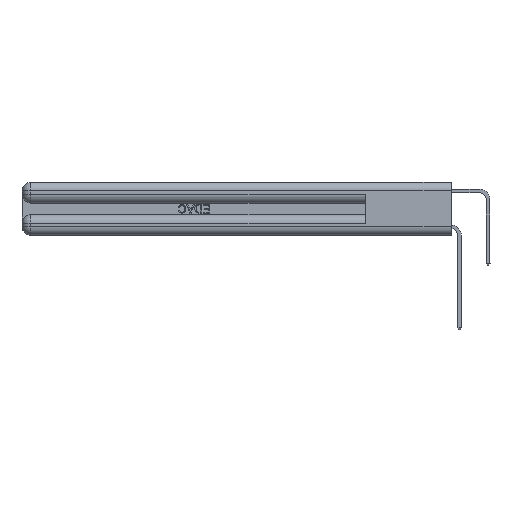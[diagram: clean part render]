
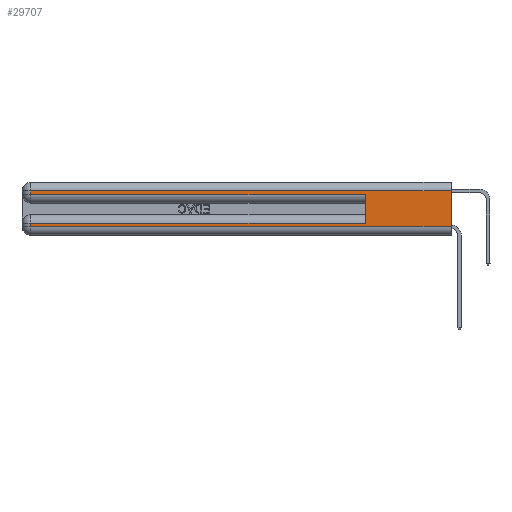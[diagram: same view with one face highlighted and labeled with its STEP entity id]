
A CAD part, left-side view. The second image highlights one B-rep face of the part: STEP entity #29707.
In plain terms, the highlighted planar face has unit normal (-1, 0, 0).
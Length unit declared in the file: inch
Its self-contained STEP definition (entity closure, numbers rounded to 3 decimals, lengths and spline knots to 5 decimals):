
#30 = DIRECTION ( 'NONE',  ( 0., 0., -1. ) ) ;
#687 = VECTOR ( 'NONE', #20226, 39.37008 ) ;
#1015 = VECTOR ( 'NONE', #25084, 39.37008 ) ;
#1467 = VECTOR ( 'NONE', #30, 39.37008 ) ;
#1672 = DIRECTION ( 'NONE',  ( 1., 0., 0. ) ) ;
#1690 = ORIENTED_EDGE ( 'NONE', *, *, #12475, .T. ) ;
#2376 = VECTOR ( 'NONE', #16512, 39.37008 ) ;
#2417 = CARTESIAN_POINT ( 'NONE',  ( 0., 0., 0.31 ) ) ;
#2645 = DIRECTION ( 'NONE',  ( 0., 0., -1. ) ) ;
#2712 = CARTESIAN_POINT ( 'NONE',  ( 0., 2.94, 0.06 ) ) ;
#3263 = ORIENTED_EDGE ( 'NONE', *, *, #22296, .F. ) ;
#3452 = EDGE_CURVE ( 'NONE', #9997, #12674, #27451, .T. ) ;
#3604 = ORIENTED_EDGE ( 'NONE', *, *, #3452, .T. ) ;
#3942 = ORIENTED_EDGE ( 'NONE', *, *, #11398, .F. ) ;
#4679 = CARTESIAN_POINT ( 'NONE',  ( 0., 0., 0.085 ) ) ;
#5469 = LINE ( 'NONE', #23618, #14326 ) ;
#6586 = ORIENTED_EDGE ( 'NONE', *, *, #25147, .T. ) ;
#7289 = CARTESIAN_POINT ( 'NONE',  ( 0., 0.6, 0.145 ) ) ;
#7299 = VERTEX_POINT ( 'NONE', #2417 ) ;
#8478 = DIRECTION ( 'NONE',  ( 0., -1., 0. ) ) ;
#8842 = VERTEX_POINT ( 'NONE', #31551 ) ;
#8977 = ORIENTED_EDGE ( 'NONE', *, *, #33346, .T. ) ;
#9060 = EDGE_LOOP ( 'NONE', ( #3942, #1690, #8977, #3604, #3263, #11226, #33440, #6586 ) ) ;
#9356 = CARTESIAN_POINT ( 'NONE',  ( 0., 0., 0.37 ) ) ;
#9531 = PLANE ( 'NONE',  #24791 ) ;
#9754 = CARTESIAN_POINT ( 'NONE',  ( 0., 0., 0.31 ) ) ;
#9997 = VERTEX_POINT ( 'NONE', #15737 ) ;
#11226 = ORIENTED_EDGE ( 'NONE', *, *, #26555, .T. ) ;
#11398 = EDGE_CURVE ( 'NONE', #7299, #28756, #5469, .T. ) ;
#12420 = LINE ( 'NONE', #7289, #1015 ) ;
#12475 = EDGE_CURVE ( 'NONE', #7299, #15923, #13763, .T. ) ;
#12674 = VERTEX_POINT ( 'NONE', #20707 ) ;
#12899 = LINE ( 'NONE', #23345, #14552 ) ;
#13607 = CARTESIAN_POINT ( 'NONE',  ( 0., 0., 0.06 ) ) ;
#13763 = LINE ( 'NONE', #9754, #2376 ) ;
#14326 = VECTOR ( 'NONE', #32166, 39.37008 ) ;
#14552 = VECTOR ( 'NONE', #2645, 39.37008 ) ;
#15612 = LINE ( 'NONE', #4679, #687 ) ;
#15737 = CARTESIAN_POINT ( 'NONE',  ( 0., 2.94, 0.285 ) ) ;
#15923 = VERTEX_POINT ( 'NONE', #31991 ) ;
#15938 = CARTESIAN_POINT ( 'NONE',  ( 0., 2.94, 0.37 ) ) ;
#16026 = VERTEX_POINT ( 'NONE', #27669 ) ;
#16512 = DIRECTION ( 'NONE',  ( 0., 1., 0. ) ) ;
#20226 = DIRECTION ( 'NONE',  ( 0., 1., 0. ) ) ;
#20707 = CARTESIAN_POINT ( 'NONE',  ( 0., 0.6, 0.285 ) ) ;
#22296 = EDGE_CURVE ( 'NONE', #16026, #12674, #12420, .T. ) ;
#23345 = CARTESIAN_POINT ( 'NONE',  ( 0., 2.94, 0.37 ) ) ;
#23549 = VECTOR ( 'NONE', #27792, 39.37008 ) ;
#23618 = CARTESIAN_POINT ( 'NONE',  ( 0., 0., 0.37 ) ) ;
#24083 = VECTOR ( 'NONE', #8478, 39.37008 ) ;
#24786 = DIRECTION ( 'NONE',  ( 0., 0., -1. ) ) ;
#24791 = AXIS2_PLACEMENT_3D ( 'NONE', #9356, #1672, #24786 ) ;
#25084 = DIRECTION ( 'NONE',  ( 0., 0., 1. ) ) ;
#25147 = EDGE_CURVE ( 'NONE', #31095, #28756, #31451, .T. ) ;
#26186 = LINE ( 'NONE', #15938, #1467 ) ;
#26555 = EDGE_CURVE ( 'NONE', #16026, #8842, #15612, .T. ) ;
#27451 = LINE ( 'NONE', #27626, #23549 ) ;
#27507 = FACE_OUTER_BOUND ( 'NONE', #9060, .T. ) ;
#27626 = CARTESIAN_POINT ( 'NONE',  ( 0., 0., 0.285 ) ) ;
#27669 = CARTESIAN_POINT ( 'NONE',  ( 0., 0.6, 0.085 ) ) ;
#27792 = DIRECTION ( 'NONE',  ( 0., -1., 0. ) ) ;
#28353 = CARTESIAN_POINT ( 'NONE',  ( 0., 0., 0.06 ) ) ;
#28756 = VERTEX_POINT ( 'NONE', #28353 ) ;
#29707 = ADVANCED_FACE ( 'NONE', ( #27507 ), #9531, .F. ) ;
#31095 = VERTEX_POINT ( 'NONE', #2712 ) ;
#31451 = LINE ( 'NONE', #13607, #24083 ) ;
#31551 = CARTESIAN_POINT ( 'NONE',  ( 0., 2.94, 0.085 ) ) ;
#31991 = CARTESIAN_POINT ( 'NONE',  ( 0., 2.94, 0.31 ) ) ;
#32166 = DIRECTION ( 'NONE',  ( 0., 0., -1. ) ) ;
#33346 = EDGE_CURVE ( 'NONE', #15923, #9997, #12899, .T. ) ;
#33440 = ORIENTED_EDGE ( 'NONE', *, *, #33730, .T. ) ;
#33730 = EDGE_CURVE ( 'NONE', #8842, #31095, #26186, .T. ) ;
